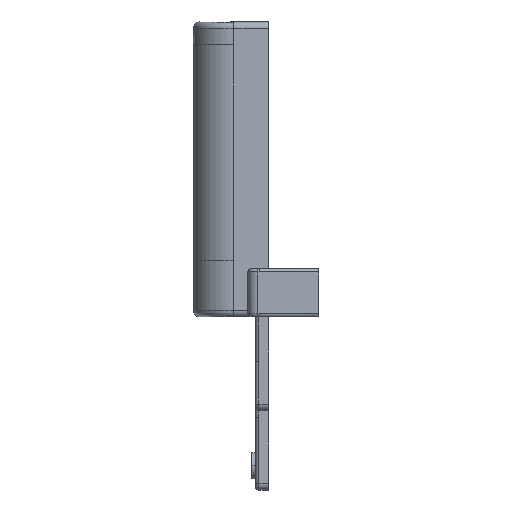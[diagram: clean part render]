
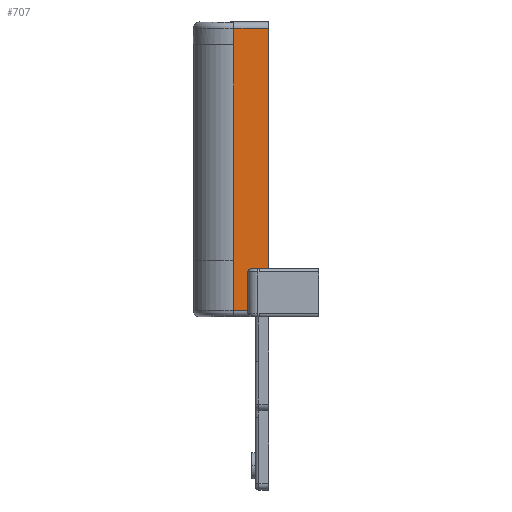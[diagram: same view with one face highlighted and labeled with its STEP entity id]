
A CAD part, left-side view. The second image highlights one B-rep face of the part: STEP entity #707.
In plain terms, the highlighted planar face has unit normal (-1, 0, 0).
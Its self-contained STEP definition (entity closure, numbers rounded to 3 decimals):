
#707=ADVANCED_FACE('',(#2419),#29409,.T.);
#2419=FACE_OUTER_BOUND('',#4136,.T.);
#4136=EDGE_LOOP('',(#7450,#7451,#7452,#7453,#7454,#7455,#7456,#7457,#7458));
#7450=ORIENTED_EDGE('',*,*,#16634,.T.);
#7451=ORIENTED_EDGE('',*,*,#16017,.T.);
#7452=ORIENTED_EDGE('',*,*,#16029,.T.);
#7453=ORIENTED_EDGE('',*,*,#16014,.F.);
#7454=ORIENTED_EDGE('',*,*,#16013,.T.);
#7455=ORIENTED_EDGE('',*,*,#16610,.F.);
#7456=ORIENTED_EDGE('',*,*,#16611,.T.);
#7457=ORIENTED_EDGE('',*,*,#16633,.F.);
#7458=ORIENTED_EDGE('',*,*,#16642,.T.);
#16013=EDGE_CURVE('',#25888,#25832,#21598,.T.);
#16014=EDGE_CURVE('',#25888,#25903,#21599,.T.);
#16017=EDGE_CURVE('',#25886,#25894,#21601,.T.);
#16029=EDGE_CURVE('',#25894,#25903,#21612,.T.);
#16610=EDGE_CURVE('',#26257,#25832,#22014,.T.);
#16611=EDGE_CURVE('',#26257,#26256,#22015,.T.);
#16633=EDGE_CURVE('',#26268,#26256,#22026,.T.);
#16634=EDGE_CURVE('',#26269,#25886,#22027,.T.);
#16642=EDGE_CURVE('',#26268,#26269,#21002,.T.);
#21002=(
BOUNDED_CURVE()
B_SPLINE_CURVE(2,(#43576,#43577,#43578),.UNSPECIFIED.,.F.,.F.)
B_SPLINE_CURVE_WITH_KNOTS((3,3),(0.,1.571),.UNSPECIFIED.)
CURVE()
GEOMETRIC_REPRESENTATION_ITEM()
RATIONAL_B_SPLINE_CURVE((1.,0.707,1.))
REPRESENTATION_ITEM('')
);
#21598=B_SPLINE_CURVE_WITH_KNOTS('',1,(#41511,#41512),.UNSPECIFIED.,.F.,
 .F.,(2,2),(7.078,73.525),.UNSPECIFIED.);
#21599=B_SPLINE_CURVE_WITH_KNOTS('',1,(#41513,#41514),.UNSPECIFIED.,.F.,
 .F.,(2,2),(0.,5.078),.UNSPECIFIED.);
#21601=B_SPLINE_CURVE_WITH_KNOTS('',1,(#41520,#41521),.UNSPECIFIED.,.F.,
 .F.,(2,2),(0.,74.129),.UNSPECIFIED.);
#21612=B_SPLINE_CURVE_WITH_KNOTS('',1,(#41563,#41564),.UNSPECIFIED.,.F.,
 .F.,(2,2),(0.,10.7),.UNSPECIFIED.);
#22014=B_SPLINE_CURVE_WITH_KNOTS('',1,(#43488,#43489),.UNSPECIFIED.,.F.,
 .F.,(2,2),(2.,17.484),.UNSPECIFIED.);
#22015=B_SPLINE_CURVE_WITH_KNOTS('',1,(#43490,#43491),.UNSPECIFIED.,.F.,
 .F.,(2,2),(0.,4.371),.UNSPECIFIED.);
#22026=B_SPLINE_CURVE_WITH_KNOTS('',1,(#43555,#43556),.UNSPECIFIED.,.F.,
 .F.,(2,2),(34.229,46.109),.UNSPECIFIED.);
#22027=B_SPLINE_CURVE_WITH_KNOTS('',1,(#43557,#43558),.UNSPECIFIED.,.F.,
 .F.,(2,2),(1.,6.329),.UNSPECIFIED.);
#25832=VERTEX_POINT('',#37905);
#25886=VERTEX_POINT('',#37959);
#25888=VERTEX_POINT('',#37961);
#25894=VERTEX_POINT('',#37967);
#25903=VERTEX_POINT('',#37976);
#26256=VERTEX_POINT('',#38329);
#26257=VERTEX_POINT('',#38330);
#26268=VERTEX_POINT('',#38341);
#26269=VERTEX_POINT('',#38342);
#29409=PLANE('',#30937);
#30937=AXIS2_PLACEMENT_3D('',#34245,#32591,$);
#32591=DIRECTION('',(-1.,0.,0.));
#34245=CARTESIAN_POINT('',(35.564,-13.683,552.582));
#37905=CARTESIAN_POINT('',(35.564,-2.983,570.067));
#37959=CARTESIAN_POINT('',(35.564,-13.683,567.462));
#37961=CARTESIAN_POINT('',(35.564,-2.983,636.513));
#37967=CARTESIAN_POINT('',(35.564,-13.683,641.591));
#37976=CARTESIAN_POINT('',(35.564,-2.983,641.591));
#38329=CARTESIAN_POINT('',(35.564,-7.354,554.582));
#38330=CARTESIAN_POINT('',(35.564,-2.983,554.582));
#38341=CARTESIAN_POINT('',(35.564,-7.354,566.462));
#38342=CARTESIAN_POINT('',(35.564,-8.354,567.462));
#41511=CARTESIAN_POINT('',(35.564,-2.983,636.513));
#41512=CARTESIAN_POINT('',(35.564,-2.983,570.067));
#41513=CARTESIAN_POINT('',(35.564,-2.983,636.513));
#41514=CARTESIAN_POINT('',(35.564,-2.983,641.591));
#41520=CARTESIAN_POINT('',(35.564,-13.683,567.462));
#41521=CARTESIAN_POINT('',(35.564,-13.683,641.591));
#41563=CARTESIAN_POINT('',(35.564,-13.683,641.591));
#41564=CARTESIAN_POINT('',(35.564,-2.983,641.591));
#43488=CARTESIAN_POINT('',(35.564,-2.983,554.582));
#43489=CARTESIAN_POINT('',(35.564,-2.983,570.067));
#43490=CARTESIAN_POINT('',(35.564,-2.983,554.582));
#43491=CARTESIAN_POINT('',(35.564,-7.354,554.582));
#43555=CARTESIAN_POINT('',(35.564,-7.354,566.462));
#43556=CARTESIAN_POINT('',(35.564,-7.354,554.582));
#43557=CARTESIAN_POINT('',(35.564,-8.354,567.462));
#43558=CARTESIAN_POINT('',(35.564,-13.683,567.462));
#43576=CARTESIAN_POINT('',(35.564,-7.354,566.462));
#43577=CARTESIAN_POINT('',(35.564,-7.354,567.462));
#43578=CARTESIAN_POINT('',(35.564,-8.354,567.462));
